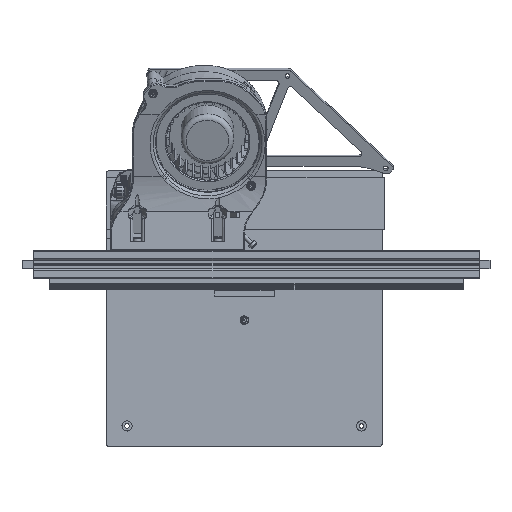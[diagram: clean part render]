
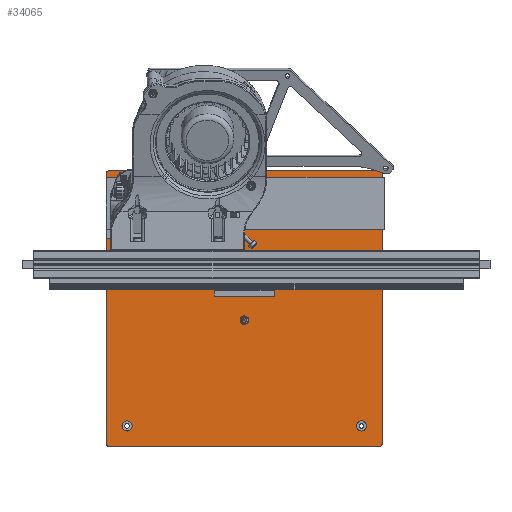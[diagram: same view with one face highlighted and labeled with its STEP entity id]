
A CAD part, top view. The second image highlights one B-rep face of the part: STEP entity #34065.
In plain terms, the highlighted planar face has unit normal (0, 0, 1).
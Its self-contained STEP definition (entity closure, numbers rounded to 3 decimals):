
#2565=FACE_BOUND('',#5943,.T.);
#2566=FACE_BOUND('',#5944,.T.);
#2567=FACE_BOUND('',#5945,.T.);
#2568=FACE_BOUND('',#5946,.T.);
#2872=PLANE('',#36462);
#3895=FACE_OUTER_BOUND('',#5942,.T.);
#5942=EDGE_LOOP('',(#24123,#24124,#24125,#24126,#24127,#24128,#24129,#24130));
#5943=EDGE_LOOP('',(#24131));
#5944=EDGE_LOOP('',(#24132));
#5945=EDGE_LOOP('',(#24133));
#5946=EDGE_LOOP('',(#24134));
#8232=LINE('',#48287,#10826);
#8235=LINE('',#48293,#10829);
#8236=LINE('',#48297,#10830);
#8237=LINE('',#48301,#10831);
#10826=VECTOR('',#40154,10.);
#10829=VECTOR('',#40159,10.);
#10830=VECTOR('',#40162,10.);
#10831=VECTOR('',#40165,10.);
#13138=CIRCLE('',#36459,2.);
#13140=CIRCLE('',#36463,2.);
#13141=CIRCLE('',#36464,2.);
#13142=CIRCLE('',#36465,2.);
#13143=CIRCLE('',#36466,3.698);
#13144=CIRCLE('',#36467,3.698);
#13145=CIRCLE('',#36468,3.698);
#13146=CIRCLE('',#36469,3.699);
#14468=VERTEX_POINT('',#48277);
#14469=VERTEX_POINT('',#48278);
#14472=VERTEX_POINT('',#48286);
#14474=VERTEX_POINT('',#48292);
#14475=VERTEX_POINT('',#48294);
#14476=VERTEX_POINT('',#48296);
#14477=VERTEX_POINT('',#48298);
#14478=VERTEX_POINT('',#48300);
#14479=VERTEX_POINT('',#48303);
#14480=VERTEX_POINT('',#48305);
#14481=VERTEX_POINT('',#48307);
#14482=VERTEX_POINT('',#48309);
#18115=EDGE_CURVE('',#14468,#14469,#13138,.T.);
#18119=EDGE_CURVE('',#14472,#14469,#8232,.T.);
#18122=EDGE_CURVE('',#14468,#14474,#8235,.T.);
#18123=EDGE_CURVE('',#14475,#14474,#13140,.T.);
#18124=EDGE_CURVE('',#14475,#14476,#8236,.T.);
#18125=EDGE_CURVE('',#14477,#14476,#13141,.T.);
#18126=EDGE_CURVE('',#14477,#14478,#8237,.T.);
#18127=EDGE_CURVE('',#14472,#14478,#13142,.T.);
#18128=EDGE_CURVE('',#14479,#14479,#13143,.T.);
#18129=EDGE_CURVE('',#14480,#14480,#13144,.T.);
#18130=EDGE_CURVE('',#14481,#14481,#13145,.T.);
#18131=EDGE_CURVE('',#14482,#14482,#13146,.T.);
#24123=ORIENTED_EDGE('',*,*,#18115,.F.);
#24124=ORIENTED_EDGE('',*,*,#18122,.T.);
#24125=ORIENTED_EDGE('',*,*,#18123,.F.);
#24126=ORIENTED_EDGE('',*,*,#18124,.T.);
#24127=ORIENTED_EDGE('',*,*,#18125,.F.);
#24128=ORIENTED_EDGE('',*,*,#18126,.T.);
#24129=ORIENTED_EDGE('',*,*,#18127,.F.);
#24130=ORIENTED_EDGE('',*,*,#18119,.T.);
#24131=ORIENTED_EDGE('',*,*,#18128,.F.);
#24132=ORIENTED_EDGE('',*,*,#18129,.F.);
#24133=ORIENTED_EDGE('',*,*,#18130,.F.);
#24134=ORIENTED_EDGE('',*,*,#18131,.F.);
#34065=ADVANCED_FACE('',(#3895,#2565,#2566,#2567,#2568),#2872,.T.);
#36459=AXIS2_PLACEMENT_3D('',#48279,#40146,#40147);
#36462=AXIS2_PLACEMENT_3D('',#48291,#40157,#40158);
#36463=AXIS2_PLACEMENT_3D('',#48295,#40160,#40161);
#36464=AXIS2_PLACEMENT_3D('',#48299,#40163,#40164);
#36465=AXIS2_PLACEMENT_3D('',#48302,#40166,#40167);
#36466=AXIS2_PLACEMENT_3D('',#48304,#40168,#40169);
#36467=AXIS2_PLACEMENT_3D('',#48306,#40170,#40171);
#36468=AXIS2_PLACEMENT_3D('',#48308,#40172,#40173);
#36469=AXIS2_PLACEMENT_3D('',#48310,#40174,#40175);
#40146=DIRECTION('center_axis',(0.,0.,
-1.));
#40147=DIRECTION('ref_axis',(0.707,0.707,0.));
#40154=DIRECTION('',(0.,1.,0.));
#40157=DIRECTION('center_axis',(0.,0.,
1.));
#40158=DIRECTION('ref_axis',(0.,-1.,0.));
#40159=DIRECTION('',(-1.,0.,0.));
#40160=DIRECTION('center_axis',(0.,0.,
-1.));
#40161=DIRECTION('ref_axis',(-0.707,0.707,0.));
#40162=DIRECTION('',(0.,-1.,0.));
#40163=DIRECTION('center_axis',(0.,0.,
-1.));
#40164=DIRECTION('ref_axis',(-0.707,-0.707,0.));
#40165=DIRECTION('',(1.,0.,0.));
#40166=DIRECTION('center_axis',(0.,0.,
-1.));
#40167=DIRECTION('ref_axis',(0.707,-0.707,0.));
#40168=DIRECTION('center_axis',(0.,0.,
1.));
#40169=DIRECTION('ref_axis',(0.,1.,0.));
#40170=DIRECTION('center_axis',(0.,0.,
1.));
#40171=DIRECTION('ref_axis',(0.,1.,0.));
#40172=DIRECTION('center_axis',(0.,0.,
1.));
#40173=DIRECTION('ref_axis',(0.,1.,0.));
#40174=DIRECTION('center_axis',(0.,0.,
1.));
#40175=DIRECTION('ref_axis',(0.,1.,0.));
#48277=CARTESIAN_POINT('',(123.602,357.149,73.09));
#48278=CARTESIAN_POINT('',(125.602,355.149,73.09));
#48279=CARTESIAN_POINT('Origin',(123.602,355.149,73.09));
#48286=CARTESIAN_POINT('',(125.602,159.149,73.09));
#48287=CARTESIAN_POINT('',(125.602,257.149,73.09));
#48291=CARTESIAN_POINT('Origin',(25.602,257.149,73.09));
#48292=CARTESIAN_POINT('',(-72.398,357.149,73.09));
#48293=CARTESIAN_POINT('',(25.602,357.149,73.09));
#48294=CARTESIAN_POINT('',(-74.398,355.149,73.09));
#48295=CARTESIAN_POINT('Origin',(-72.398,355.149,73.09));
#48296=CARTESIAN_POINT('',(-74.398,159.149,73.09));
#48297=CARTESIAN_POINT('',(-74.398,257.149,73.09));
#48298=CARTESIAN_POINT('',(-72.398,157.149,73.09));
#48299=CARTESIAN_POINT('Origin',(-72.398,159.149,73.09));
#48300=CARTESIAN_POINT('',(123.602,157.149,73.09));
#48301=CARTESIAN_POINT('',(25.602,157.149,73.09));
#48302=CARTESIAN_POINT('Origin',(123.602,159.149,73.09));
#48303=CARTESIAN_POINT('',(110.602,338.451,73.09));
#48304=CARTESIAN_POINT('Origin',(110.602,342.149,73.09));
#48305=CARTESIAN_POINT('',(110.602,168.451,73.09));
#48306=CARTESIAN_POINT('Origin',(110.602,172.149,73.09));
#48307=CARTESIAN_POINT('',(-59.398,168.451,73.09));
#48308=CARTESIAN_POINT('Origin',(-59.398,172.149,73.09));
#48309=CARTESIAN_POINT('',(-59.398,338.45,73.09));
#48310=CARTESIAN_POINT('Origin',(-59.398,342.149,73.09));
